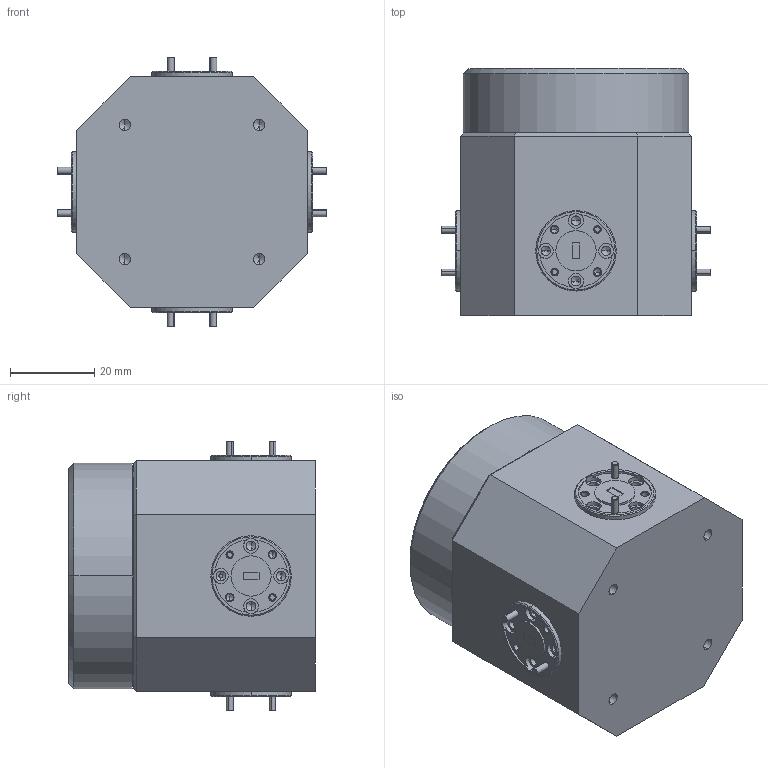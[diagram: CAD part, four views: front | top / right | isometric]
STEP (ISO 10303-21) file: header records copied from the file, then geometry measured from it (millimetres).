
FILE_DESCRIPTION (( 'STEP AP203' ), '1' );
FILE_NAME ('WJ-MV-A defeatured.STEP', '2023-01-10T23:27:41', ( '' ), ( '' ), 'SwSTEP 2.0', 'SolidWorks 2021', '' );
FILE_SCHEMA (( 'CONFIG_CONTROL_DESIGN' ));
Length unit declared in the file: inch
Products named in the file (1): WJ-MV-A defeatured
Bounding box: 63.88 x 58.45 x 63.88 mm (x, y, z)
Volume: 149166.9 mm3; surface area: 18097.1 mm2
Topology: 9 solids, 9 shells, 409 faces, 952 edges, 550 vertices
Faces by surface type: cylinder 174, cone 146, plane 89
Entity records: 11265 total; most frequent: DIRECTION 2152, CARTESIAN_POINT 1888, ORIENTED_EDGE 1768, EDGE_CURVE 884, AXIS2_PLACEMENT_3D 862, VERTEX_POINT 550, EDGE_LOOP 466, CIRCLE 452
